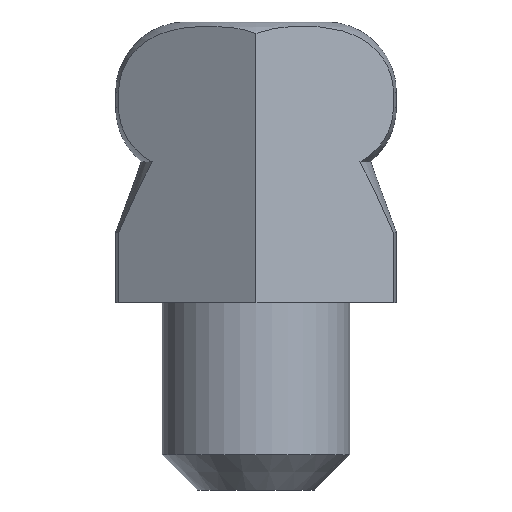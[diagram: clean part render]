
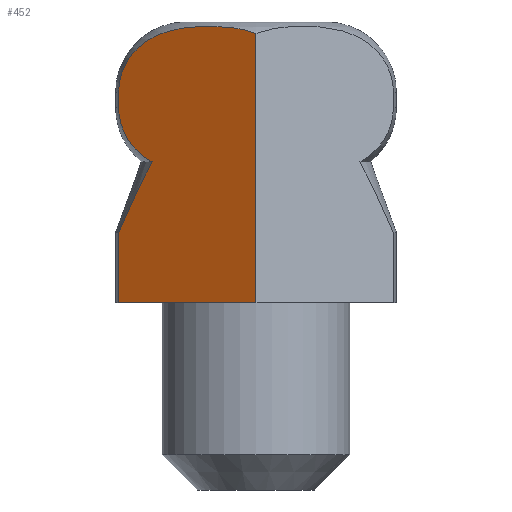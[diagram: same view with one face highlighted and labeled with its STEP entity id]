
A CAD part, front view. The second image highlights one B-rep face of the part: STEP entity #452.
In plain terms, the highlighted planar face has unit normal (-0.5, -0.866, 0).
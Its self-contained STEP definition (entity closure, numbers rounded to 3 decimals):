
#218=VERTEX_POINT('',#607);
#224=VERTEX_POINT('',#613);
#226=EDGE_CURVE('',#282,#264,#615,.T.);
#264=VERTEX_POINT('',#657);
#282=VERTEX_POINT('',#675);
#284=EDGE_CURVE('',#546,#282,#677,.T.);
#312=VERTEX_POINT('',#707);
#332=VERTEX_POINT('',#730);
#448=EDGE_CURVE('',#312,#224,#863,.T.);
#452=ADVANCED_FACE('',(#867),#868,.T.);
#522=EDGE_CURVE('',#332,#546,#948,.T.);
#544=EDGE_CURVE('',#264,#312,#972,.T.);
#546=VERTEX_POINT('',#974);
#566=EDGE_CURVE('',#224,#218,#994,.T.);
#568=EDGE_CURVE('',#218,#332,#996,.T.);
#607=CARTESIAN_POINT('',(0.,-4.638,0.));
#613=CARTESIAN_POINT('',(0.,-4.638,11.513));
#615=B_SPLINE_CURVE_WITH_KNOTS('',3,(#1048,#1049,#1050,#1051,#1052,#1053,#1054,#1055,#1056,#1057,#1058,#1059,#1060,#1061,#1062,#1063),.UNSPECIFIED.,.F.,.F.,(4,2,2,2,2,2,2,4),(2.715,2.894,3.426,3.959,4.378,4.797,5.179,5.561),.UNSPECIFIED.);
#657=CARTESIAN_POINT('',(-5.868,-1.25,8.344));
#675=CARTESIAN_POINT('',(-4.439,-2.075,6.022));
#677=(B_SPLINE_CURVE(2,(#1150,#1151,#1152),.UNSPECIFIED.,.F.,.F.)B_SPLINE_CURVE_WITH_KNOTS((3,3),(0.0,3.445),.UNSPECIFIED.)RATIONAL_B_SPLINE_CURVE((1.0,1.012,1.0))BOUNDED_CURVE()REPRESENTATION_ITEM('')GEOMETRIC_REPRESENTATION_ITEM()CURVE());
#707=CARTESIAN_POINT('',(-5.868,-1.25,9.));
#730=CARTESIAN_POINT('',(-5.868,-1.25,0.));
#863=B_SPLINE_CURVE_WITH_KNOTS('',3,(#1489,#1490,#1491,#1492,#1493,#1494,#1495,#1496,#1497,#1498,#1499,#1500,#1501,#1502,#1503,#1504,#1505,#1506,#1507,#1508,#1509,#1510,#1511,#1512,#1513,#1514),.UNSPECIFIED.,.F.,.F.,(4,2,2,2,2,2,2,2,2,2,2,2,4),(5.561,5.943,6.325,6.745,7.164,7.696,8.228,8.952,9.675,11.122,12.569,13.293,13.331),.UNSPECIFIED.);
#867=FACE_OUTER_BOUND('',#1518,.T.);
#868=PLANE('',#1519);
#948=LINE('',#1656,#1657);
#972=LINE('',#1696,#1697);
#974=CARTESIAN_POINT('',(-5.868,-1.25,3.));
#994=LINE('',#1729,#1730);
#996=LINE('',#1733,#1734);
#1048=CARTESIAN_POINT('',(-4.439,-2.075,6.022));
#1049=CARTESIAN_POINT('',(-4.486,-2.048,6.048));
#1050=CARTESIAN_POINT('',(-4.533,-2.021,6.075));
#1051=CARTESIAN_POINT('',(-4.714,-1.916,6.185));
#1052=CARTESIAN_POINT('',(-4.858,-1.834,6.289));
#1053=CARTESIAN_POINT('',(-5.123,-1.68,6.525));
#1054=CARTESIAN_POINT('',(-5.246,-1.609,6.658));
#1055=CARTESIAN_POINT('',(-5.426,-1.505,6.897));
#1056=CARTESIAN_POINT('',(-5.506,-1.459,7.02));
#1057=CARTESIAN_POINT('',(-5.643,-1.38,7.281));
#1058=CARTESIAN_POINT('',(-5.7,-1.347,7.419));
#1059=CARTESIAN_POINT('',(-5.781,-1.3,7.669));
#1060=CARTESIAN_POINT('',(-5.815,-1.281,7.804));
#1061=CARTESIAN_POINT('',(-5.858,-1.256,8.077));
#1062=CARTESIAN_POINT('',(-5.868,-1.25,8.216));
#1063=CARTESIAN_POINT('',(-5.868,-1.25,8.344));
#1150=CARTESIAN_POINT('',(-5.868,-1.25,3.));
#1151=CARTESIAN_POINT('',(-5.081,-1.704,4.855));
#1152=CARTESIAN_POINT('',(-4.439,-2.075,6.022));
#1489=CARTESIAN_POINT('',(-5.868,-1.25,9.));
#1490=CARTESIAN_POINT('',(-5.868,-1.25,9.127));
#1491=CARTESIAN_POINT('',(-5.858,-1.256,9.267));
#1492=CARTESIAN_POINT('',(-5.815,-1.281,9.54));
#1493=CARTESIAN_POINT('',(-5.781,-1.3,9.675));
#1494=CARTESIAN_POINT('',(-5.7,-1.347,9.925));
#1495=CARTESIAN_POINT('',(-5.643,-1.38,10.063));
#1496=CARTESIAN_POINT('',(-5.506,-1.459,10.324));
#1497=CARTESIAN_POINT('',(-5.426,-1.505,10.447));
#1498=CARTESIAN_POINT('',(-5.246,-1.609,10.686));
#1499=CARTESIAN_POINT('',(-5.123,-1.68,10.819));
#1500=CARTESIAN_POINT('',(-4.858,-1.834,11.055));
#1501=CARTESIAN_POINT('',(-4.714,-1.916,11.158));
#1502=CARTESIAN_POINT('',(-4.394,-2.101,11.354));
#1503=CARTESIAN_POINT('',(-4.194,-2.217,11.449));
#1504=CARTESIAN_POINT('',(-3.773,-2.46,11.602));
#1505=CARTESIAN_POINT('',(-3.553,-2.587,11.661));
#1506=CARTESIAN_POINT('',(-2.884,-2.973,11.793));
#1507=CARTESIAN_POINT('',(-2.426,-3.237,11.822));
#1508=CARTESIAN_POINT('',(-1.591,-3.72,11.822));
#1509=CARTESIAN_POINT('',(-1.132,-3.984,11.793));
#1510=CARTESIAN_POINT('',(-0.463,-4.371,11.661));
#1511=CARTESIAN_POINT('',(-0.243,-4.498,11.602));
#1512=CARTESIAN_POINT('',(-0.022,-4.625,11.522));
#1513=CARTESIAN_POINT('',(-0.011,-4.632,11.517));
#1514=CARTESIAN_POINT('',(0.,-4.638,11.513));
#1518=EDGE_LOOP('',(#2083,#2084,#2085,#2086,#2087,#2088,#2089));
#1519=AXIS2_PLACEMENT_3D('',#2090,#2091,#2092);
#1656=CARTESIAN_POINT('',(-5.868,-1.25,1.5));
#1657=VECTOR('',#2193,1.0);
#1696=CARTESIAN_POINT('',(-5.868,-1.25,8.672));
#1697=VECTOR('',#2217,1.0);
#1729=CARTESIAN_POINT('',(0.,-4.638,12.0));
#1730=VECTOR('',#2225,1.0);
#1733=CARTESIAN_POINT('',(-5.813,-1.282,0.));
#1734=VECTOR('',#2226,1.0);
#2083=ORIENTED_EDGE('',*,*,#284,.F.);
#2084=ORIENTED_EDGE('',*,*,#522,.F.);
#2085=ORIENTED_EDGE('',*,*,#568,.F.);
#2086=ORIENTED_EDGE('',*,*,#566,.F.);
#2087=ORIENTED_EDGE('',*,*,#448,.F.);
#2088=ORIENTED_EDGE('',*,*,#544,.F.);
#2089=ORIENTED_EDGE('',*,*,#226,.F.);
#2090=CARTESIAN_POINT('',(-5.868,-1.25,12.0));
#2091=DIRECTION('',(-0.5,-0.866,0.0));
#2092=DIRECTION('',(0.0,0.0,1.0));
#2193=DIRECTION('',(0.0,0.0,1.0));
#2217=DIRECTION('',(0.0,0.0,1.0));
#2225=DIRECTION('',(0.0,0.0,-1.0));
#2226=DIRECTION('',(-0.866,0.5,0.0));
